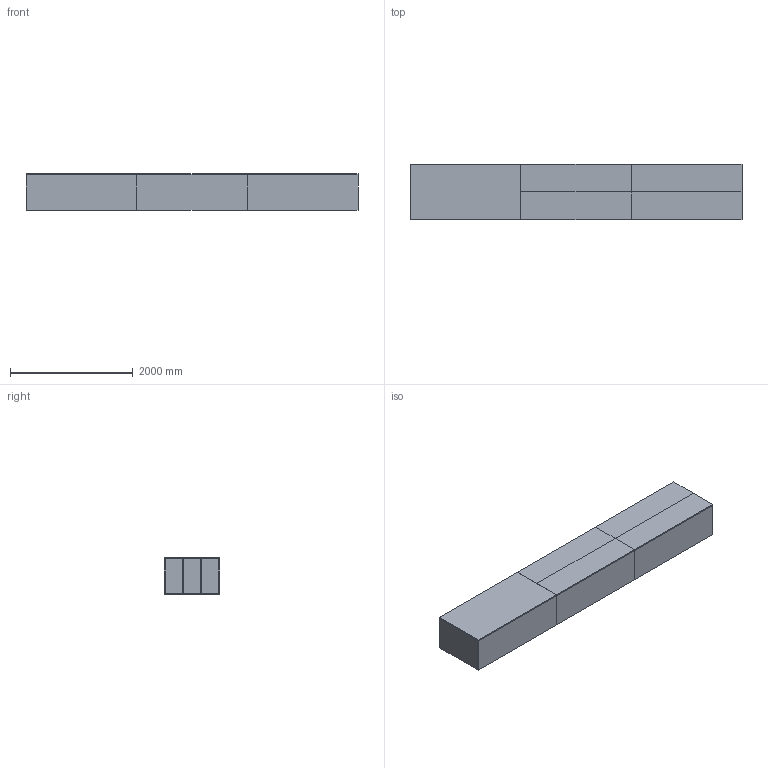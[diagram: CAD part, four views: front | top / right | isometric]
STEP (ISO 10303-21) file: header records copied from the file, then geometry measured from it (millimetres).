
FILE_DESCRIPTION(('Open CASCADE Model'),'2;1');
FILE_NAME('Open CASCADE Shape Model','2024-08-05T23:17:49',('Author'),( 'Open CASCADE'),'Open CASCADE STEP processor 7.7','Open CASCADE 7.7' ,'Unknown');
FILE_SCHEMA(('AUTOMOTIVE_DESIGN { 1 0 10303 214 1 1 1 1 }'));
Length unit declared in the file: millimetre
Products named in the file (57): Keuken copy; Corpus 1; Top Panel; Top Panel_part; Bottom Panel; Bottom Panel_part; Left Side Panel; Left Side Panel_part; Right Side Panel; Right Side Panel_part; Back Panel; Back Panel_part; Drawer Front 1; Drawer Front 1_part; Shelf 1; Shelf 1_part; Shelf 2; Shelf 2_part; Corpus 21; Drawer Front 2; Drawer Front 2_part; Corpus 221
Assembly tree (56 placements, depth 5):
  Keuken copy
    Keuken copy
      Corpus 1
        Top Panel
          Top Panel_part
        Bottom Panel
          Bottom Panel_part
        Left Side Panel
          Left Side Panel_part
        Right Side Panel
          Right Side Panel_part
        Back Panel
          Back Panel_part
        Drawer Front 1
          Drawer Front 1_part
        Shelf 1
          Shelf 1_part
        Shelf 2
          Shelf 2_part
      Corpus 21
        Top Panel
          Top Panel_part
        Bottom Panel
          Bottom Panel_part
        Left Side Panel
          Left Side Panel_part
        Right Side Panel
          Right Side Panel_part
        Back Panel
          Back Panel_part
        Drawer Front 1
          Drawer Front 1_part
        Drawer Front 2
          Drawer Front 2_part
        Shelf 1
          Shelf 1_part
        Shelf 2
          Shelf 2_part
      Corpus 221
        Top Panel
          Top Panel_part
        Bottom Panel
          Bottom Panel_part
        Left Side Panel
          Left Side Panel_part
        Right Side Panel
          Right Side Panel_part
        Back Panel
          Back Panel_part
        Drawer Front 1
          Drawer Front 1_part
        Drawer Front 2
          Drawer Front 2_part
        Shelf 1
          Shelf 1_part
        Shelf 2
          Shelf 2_part
Bounding box: 5400 x 900 x 600 mm (x, y, z)
Volume: 453441888 mm3; surface area: 51382656 mm2
Topology: 26 solids, 26 shells, 156 faces, 312 edges, 208 vertices
Faces by surface type: plane 156
Entity records: 9191 total; most frequent: DIRECTION 1362, CARTESIAN_POINT 1357, LINE 936, VECTOR 936, ORIENTED_EDGE 624, PCURVE 624, DEFINITIONAL_REPRESENTATION 624, EDGE_CURVE 312
